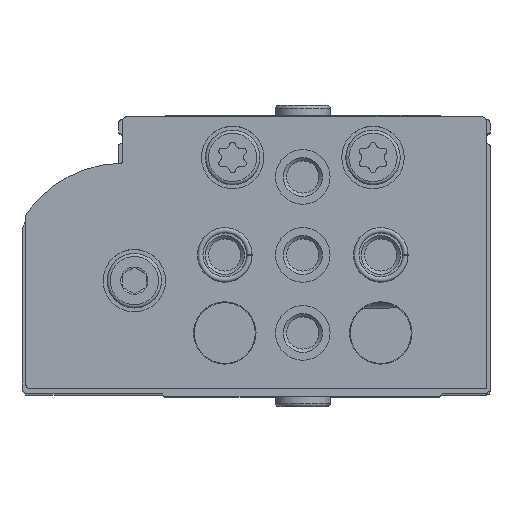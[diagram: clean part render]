
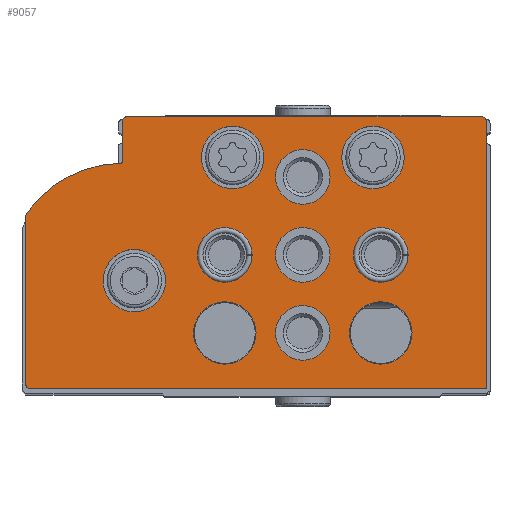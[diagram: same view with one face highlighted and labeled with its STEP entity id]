
A CAD part, top view. The second image highlights one B-rep face of the part: STEP entity #9057.
In plain terms, the highlighted face is planar.
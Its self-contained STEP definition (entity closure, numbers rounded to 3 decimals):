
#912=LINE('',#15183,#1584);
#914=LINE('',#15187,#1586);
#917=LINE('',#15195,#1589);
#922=LINE('',#15211,#1594);
#925=LINE('',#15219,#1597);
#1584=VECTOR('',#12236,1000.);
#1586=VECTOR('',#12240,1000.);
#1589=VECTOR('',#12249,1000.);
#1594=VECTOR('',#12268,1000.);
#1597=VECTOR('',#12277,1000.);
#3406=ORIENTED_EDGE('',*,*,#5072,.T.);
#3407=ORIENTED_EDGE('',*,*,#5073,.T.);
#3408=ORIENTED_EDGE('',*,*,#5074,.T.);
#3409=ORIENTED_EDGE('',*,*,#5075,.T.);
#3410=ORIENTED_EDGE('',*,*,#5076,.T.);
#3411=ORIENTED_EDGE('',*,*,#5077,.T.);
#3412=ORIENTED_EDGE('',*,*,#5078,.T.);
#3413=ORIENTED_EDGE('',*,*,#5079,.T.);
#3414=ORIENTED_EDGE('',*,*,#5080,.T.);
#3415=ORIENTED_EDGE('',*,*,#5081,.T.);
#3416=ORIENTED_EDGE('',*,*,#5049,.F.);
#3417=ORIENTED_EDGE('',*,*,#5070,.F.);
#3418=ORIENTED_EDGE('',*,*,#5068,.F.);
#3419=ORIENTED_EDGE('',*,*,#5066,.F.);
#3420=ORIENTED_EDGE('',*,*,#5064,.T.);
#3421=ORIENTED_EDGE('',*,*,#5062,.F.);
#3422=ORIENTED_EDGE('',*,*,#5060,.F.);
#3423=ORIENTED_EDGE('',*,*,#5058,.F.);
#3424=ORIENTED_EDGE('',*,*,#5056,.F.);
#3425=ORIENTED_EDGE('',*,*,#5054,.F.);
#3426=ORIENTED_EDGE('',*,*,#5052,.F.);
#5049=EDGE_CURVE('',#6054,#6055,#6628,.T.);
#5052=EDGE_CURVE('',#6055,#6056,#912,.T.);
#5054=EDGE_CURVE('',#6056,#6057,#914,.T.);
#5056=EDGE_CURVE('',#6057,#6058,#6629,.T.);
#5058=EDGE_CURVE('',#6058,#6059,#917,.T.);
#5060=EDGE_CURVE('',#6059,#6060,#6630,.T.);
#5062=EDGE_CURVE('',#6060,#6061,#6631,.T.);
#5064=EDGE_CURVE('',#6062,#6061,#6632,.T.);
#5066=EDGE_CURVE('',#6062,#6063,#922,.T.);
#5068=EDGE_CURVE('',#6063,#6064,#6633,.T.);
#5070=EDGE_CURVE('',#6064,#6054,#925,.T.);
#5072=EDGE_CURVE('',#6065,#6065,#6634,.T.);
#5073=EDGE_CURVE('',#6066,#6066,#6635,.T.);
#5074=EDGE_CURVE('',#6067,#6067,#6636,.T.);
#5075=EDGE_CURVE('',#6068,#6068,#6637,.T.);
#5076=EDGE_CURVE('',#6069,#6069,#6638,.T.);
#5077=EDGE_CURVE('',#6070,#6070,#6639,.T.);
#5078=EDGE_CURVE('',#6071,#6071,#6640,.T.);
#5079=EDGE_CURVE('',#6072,#6072,#6641,.T.);
#5080=EDGE_CURVE('',#6073,#6073,#6642,.T.);
#5081=EDGE_CURVE('',#6074,#6074,#6643,.T.);
#6054=VERTEX_POINT('',#15178);
#6055=VERTEX_POINT('',#15179);
#6056=VERTEX_POINT('',#15184);
#6057=VERTEX_POINT('',#15188);
#6058=VERTEX_POINT('',#15192);
#6059=VERTEX_POINT('',#15196);
#6060=VERTEX_POINT('',#15200);
#6061=VERTEX_POINT('',#15204);
#6062=VERTEX_POINT('',#15208);
#6063=VERTEX_POINT('',#15212);
#6064=VERTEX_POINT('',#15216);
#6065=VERTEX_POINT('',#15223);
#6066=VERTEX_POINT('',#15225);
#6067=VERTEX_POINT('',#15227);
#6068=VERTEX_POINT('',#15229);
#6069=VERTEX_POINT('',#15231);
#6070=VERTEX_POINT('',#15233);
#6071=VERTEX_POINT('',#15235);
#6072=VERTEX_POINT('',#15237);
#6073=VERTEX_POINT('',#15239);
#6074=VERTEX_POINT('',#15241);
#6628=CIRCLE('',#9996,0.5);
#6629=CIRCLE('',#10000,0.5);
#6630=CIRCLE('',#10003,1.);
#6631=CIRCLE('',#10005,15.);
#6632=CIRCLE('',#10007,0.3);
#6633=CIRCLE('',#10010,0.5);
#6634=CIRCLE('',#10013,4.);
#6635=CIRCLE('',#10014,4.);
#6636=CIRCLE('',#10015,4.);
#6637=CIRCLE('',#10016,3.5);
#6638=CIRCLE('',#10017,3.5);
#6639=CIRCLE('',#10018,3.5);
#6640=CIRCLE('',#10019,3.5);
#6641=CIRCLE('',#10020,3.5);
#6642=CIRCLE('',#10021,4.);
#6643=CIRCLE('',#10022,4.);
#7303=EDGE_LOOP('',(#3406));
#7304=EDGE_LOOP('',(#3407));
#7305=EDGE_LOOP('',(#3408));
#7306=EDGE_LOOP('',(#3409));
#7307=EDGE_LOOP('',(#3410));
#7308=EDGE_LOOP('',(#3411));
#7309=EDGE_LOOP('',(#3412));
#7310=EDGE_LOOP('',(#3413));
#7311=EDGE_LOOP('',(#3414));
#7312=EDGE_LOOP('',(#3415));
#7313=EDGE_LOOP('',(#3416,#3417,#3418,#3419,#3420,#3421,#3422,#3423,#3424,
#3425,#3426));
#8116=FACE_BOUND('',#7303,.T.);
#8117=FACE_BOUND('',#7304,.T.);
#8118=FACE_BOUND('',#7305,.T.);
#8119=FACE_BOUND('',#7306,.T.);
#8120=FACE_BOUND('',#7307,.T.);
#8121=FACE_BOUND('',#7308,.T.);
#8122=FACE_BOUND('',#7309,.T.);
#8123=FACE_BOUND('',#7310,.T.);
#8124=FACE_BOUND('',#7311,.T.);
#8125=FACE_BOUND('',#7312,.T.);
#8126=FACE_BOUND('',#7313,.T.);
#8628=PLANE('',#10012);
#9057=ADVANCED_FACE('',(#8116,#8117,#8118,#8119,#8120,#8121,#8122,#8123,
#8124,#8125,#8126),#8628,.F.);
#9996=AXIS2_PLACEMENT_3D('',#15177,#12230,#12231);
#10000=AXIS2_PLACEMENT_3D('',#15191,#12244,#12245);
#10003=AXIS2_PLACEMENT_3D('',#15199,#12253,#12254);
#10005=AXIS2_PLACEMENT_3D('',#15203,#12258,#12259);
#10007=AXIS2_PLACEMENT_3D('',#15207,#12263,#12264);
#10010=AXIS2_PLACEMENT_3D('',#15215,#12272,#12273);
#10012=AXIS2_PLACEMENT_3D('',#15221,#12279,#12280);
#10013=AXIS2_PLACEMENT_3D('',#15222,#12281,#12282);
#10014=AXIS2_PLACEMENT_3D('',#15224,#12283,#12284);
#10015=AXIS2_PLACEMENT_3D('',#15226,#12285,#12286);
#10016=AXIS2_PLACEMENT_3D('',#15228,#12287,#12288);
#10017=AXIS2_PLACEMENT_3D('',#15230,#12289,#12290);
#10018=AXIS2_PLACEMENT_3D('',#15232,#12291,#12292);
#10019=AXIS2_PLACEMENT_3D('',#15234,#12293,#12294);
#10020=AXIS2_PLACEMENT_3D('',#15236,#12295,#12296);
#10021=AXIS2_PLACEMENT_3D('',#15238,#12297,#12298);
#10022=AXIS2_PLACEMENT_3D('',#15240,#12299,#12300);
#12230=DIRECTION('',(0.,0.,1.));
#12231=DIRECTION('',(1.,0.,0.));
#12236=DIRECTION('',(0.,-1.,0.));
#12240=DIRECTION('',(1.,0.,0.));
#12244=DIRECTION('',(0.,0.,1.));
#12245=DIRECTION('',(1.,0.,0.));
#12249=DIRECTION('',(0.,1.,0.));
#12253=DIRECTION('',(0.,0.,1.));
#12254=DIRECTION('',(1.,0.,0.));
#12258=DIRECTION('',(0.,0.,1.));
#12259=DIRECTION('',(1.,0.,0.));
#12263=DIRECTION('',(0.,0.,1.));
#12264=DIRECTION('',(1.,0.,0.));
#12268=DIRECTION('',(0.,1.,0.));
#12272=DIRECTION('',(0.,0.,1.));
#12273=DIRECTION('',(1.,0.,0.));
#12277=DIRECTION('',(-1.,0.,0.));
#12279=DIRECTION('',(0.,0.,1.));
#12280=DIRECTION('',(1.,0.,0.));
#12281=DIRECTION('',(0.,0.,1.));
#12282=DIRECTION('',(1.,0.,0.));
#12283=DIRECTION('',(0.,0.,1.));
#12284=DIRECTION('',(1.,0.,0.));
#12285=DIRECTION('',(0.,0.,1.));
#12286=DIRECTION('',(1.,0.,0.));
#12287=DIRECTION('',(0.,0.,1.));
#12288=DIRECTION('',(1.,0.,0.));
#12289=DIRECTION('',(0.,0.,1.));
#12290=DIRECTION('',(1.,0.,0.));
#12291=DIRECTION('',(0.,0.,1.));
#12292=DIRECTION('',(1.,0.,0.));
#12293=DIRECTION('',(0.,0.,1.));
#12294=DIRECTION('',(1.,0.,0.));
#12295=DIRECTION('',(0.,0.,1.));
#12296=DIRECTION('',(1.,0.,0.));
#12297=DIRECTION('',(0.,0.,1.));
#12298=DIRECTION('',(1.,0.,0.));
#12299=DIRECTION('',(0.,0.,1.));
#12300=DIRECTION('',(1.,0.,0.));
#15177=CARTESIAN_POINT('',(0.5,34.3,0.));
#15178=CARTESIAN_POINT('',(0.5,34.8,0.));
#15179=CARTESIAN_POINT('',(0.,34.3,0.));
#15183=CARTESIAN_POINT('',(0.,34.3,0.));
#15184=CARTESIAN_POINT('',(0.,0.,0.));
#15187=CARTESIAN_POINT('',(0.,0.,0.));
#15188=CARTESIAN_POINT('',(58.5,0.,0.));
#15191=CARTESIAN_POINT('',(58.5,0.5,0.));
#15192=CARTESIAN_POINT('',(59.,0.5,0.));
#15195=CARTESIAN_POINT('',(59.,0.5,0.));
#15196=CARTESIAN_POINT('',(59.,21.976,0.));
#15199=CARTESIAN_POINT('',(58.,21.976,0.));
#15200=CARTESIAN_POINT('',(58.814,22.557,0.));
#15203=CARTESIAN_POINT('',(46.6,13.85,0.));
#15204=CARTESIAN_POINT('',(46.894,28.847,0.));
#15207=CARTESIAN_POINT('',(46.9,29.147,0.));
#15208=CARTESIAN_POINT('',(46.6,29.147,0.));
#15211=CARTESIAN_POINT('',(46.6,29.147,0.));
#15212=CARTESIAN_POINT('',(46.6,34.3,0.));
#15215=CARTESIAN_POINT('',(46.1,34.3,0.));
#15216=CARTESIAN_POINT('',(46.1,34.8,0.));
#15219=CARTESIAN_POINT('',(46.1,34.8,0.));
#15221=CARTESIAN_POINT('',(0.5,34.3,0.));
#15222=CARTESIAN_POINT('',(45.1,13.8,0.));
#15223=CARTESIAN_POINT('',(49.1,13.8,0.));
#15224=CARTESIAN_POINT('',(32.5,29.6,0.));
#15225=CARTESIAN_POINT('',(36.5,29.6,0.));
#15226=CARTESIAN_POINT('',(14.5,29.6,0.));
#15227=CARTESIAN_POINT('',(18.5,29.6,0.));
#15228=CARTESIAN_POINT('',(23.5,27.1,0.));
#15229=CARTESIAN_POINT('',(27.,27.1,0.));
#15230=CARTESIAN_POINT('',(33.5,17.1,0.));
#15231=CARTESIAN_POINT('',(37.,17.1,0.));
#15232=CARTESIAN_POINT('',(23.5,17.1,0.));
#15233=CARTESIAN_POINT('',(27.,17.1,0.));
#15234=CARTESIAN_POINT('',(13.5,17.1,0.));
#15235=CARTESIAN_POINT('',(17.,17.1,0.));
#15236=CARTESIAN_POINT('',(23.5,7.1,0.));
#15237=CARTESIAN_POINT('',(27.,7.1,0.));
#15238=CARTESIAN_POINT('',(33.5,7.1,0.));
#15239=CARTESIAN_POINT('',(37.5,7.1,0.));
#15240=CARTESIAN_POINT('',(13.5,7.1,0.));
#15241=CARTESIAN_POINT('',(17.5,7.1,0.));
